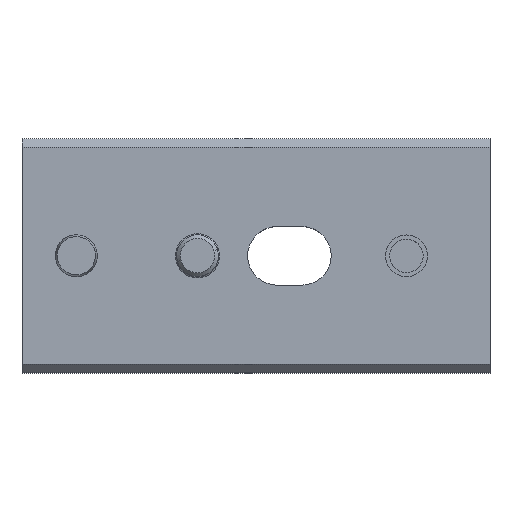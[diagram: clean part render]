
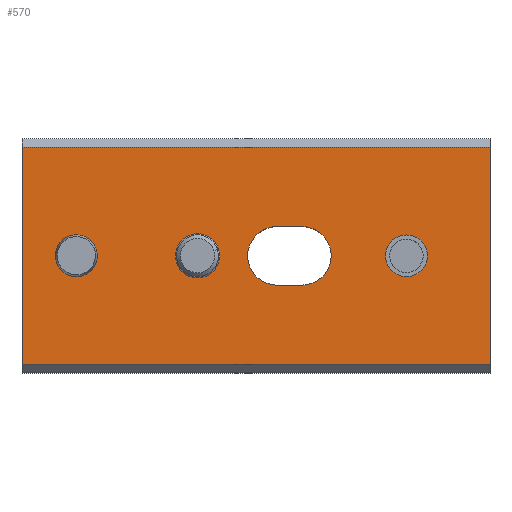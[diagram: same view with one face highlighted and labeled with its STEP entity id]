
A CAD part, top view. The second image highlights one B-rep face of the part: STEP entity #570.
In plain terms, the highlighted planar face has unit normal (0, 0, 1).
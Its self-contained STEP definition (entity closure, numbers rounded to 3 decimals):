
#10 = CARTESIAN_POINT ( 'NONE',  ( 46., 14., 0. ) ) ;
#23 = VERTEX_POINT ( 'NONE', #2059 ) ;
#37 = AXIS2_PLACEMENT_3D ( 'NONE', #1930, #2799, #1118 ) ;
#44 = CARTESIAN_POINT ( 'NONE',  ( 56., 27., 0. ) ) ;
#52 = LINE ( 'NONE', #1241, #3498 ) ;
#89 = EDGE_LOOP ( 'NONE', ( #1549, #1576, #1968, #653 ) ) ;
#102 = CIRCLE ( 'NONE', #2725, 2.65 ) ;
#104 = AXIS2_PLACEMENT_3D ( 'NONE', #1838, #1298, #1869 ) ;
#108 = DIRECTION ( 'NONE',  ( 0., 0., 1. ) ) ;
#141 = DIRECTION ( 'NONE',  ( -1., 0., 0. ) ) ;
#158 = ORIENTED_EDGE ( 'NONE', *, *, #963, .F. ) ;
#163 = DIRECTION ( 'NONE',  ( 1., 0., 0. ) ) ;
#178 = AXIS2_PLACEMENT_3D ( 'NONE', #932, #108, #1264 ) ;
#184 = VERTEX_POINT ( 'NONE', #1199 ) ;
#244 = CIRCLE ( 'NONE', #2123, 2.5 ) ;
#380 = AXIS2_PLACEMENT_3D ( 'NONE', #1122, #1083, #1967 ) ;
#400 = ORIENTED_EDGE ( 'NONE', *, *, #1230, .F. ) ;
#401 = FACE_BOUND ( 'NONE', #985, .T. ) ;
#413 = EDGE_CURVE ( 'NONE', #3459, #2427, #3083, .T. ) ;
#419 = EDGE_CURVE ( 'NONE', #184, #1188, #2039, .T. ) ;
#442 = FACE_BOUND ( 'NONE', #2121, .T. ) ;
#570 = ADVANCED_FACE ( 'NONE', ( #401, #442, #1455, #1242, #2201 ), #2257, .F. ) ;
#593 = CARTESIAN_POINT ( 'NONE',  ( 0., 27., 0. ) ) ;
#628 = EDGE_CURVE ( 'NONE', #2599, #3459, #3069, .T. ) ;
#653 = ORIENTED_EDGE ( 'NONE', *, *, #1973, .T. ) ;
#711 = CIRCLE ( 'NONE', #37, 3.5 ) ;
#719 = CARTESIAN_POINT ( 'NONE',  ( 56., 1., 0. ) ) ;
#797 = CARTESIAN_POINT ( 'NONE',  ( 46., 16.5, 0. ) ) ;
#864 = EDGE_LOOP ( 'NONE', ( #158, #1071 ) ) ;
#917 = ORIENTED_EDGE ( 'NONE', *, *, #2288, .F. ) ;
#932 = CARTESIAN_POINT ( 'NONE',  ( 30.5, 14., 0. ) ) ;
#938 = LINE ( 'NONE', #2462, #3384 ) ;
#963 = EDGE_CURVE ( 'NONE', #2653, #2247, #244, .T. ) ;
#967 = CARTESIAN_POINT ( 'NONE',  ( 46., 11.5, 0. ) ) ;
#977 = ORIENTED_EDGE ( 'NONE', *, *, #2143, .F. ) ;
#985 = EDGE_LOOP ( 'NONE', ( #2336, #2150 ) ) ;
#1071 = ORIENTED_EDGE ( 'NONE', *, *, #2363, .F. ) ;
#1078 = CARTESIAN_POINT ( 'NONE',  ( 33.5, 14., 0. ) ) ;
#1083 = DIRECTION ( 'NONE',  ( 0., 0., -1. ) ) ;
#1084 = VECTOR ( 'NONE', #3233, 1000. ) ;
#1118 = DIRECTION ( 'NONE',  ( 1., 0., 0. ) ) ;
#1122 = CARTESIAN_POINT ( 'NONE',  ( 21., 14., 0. ) ) ;
#1155 = EDGE_CURVE ( 'NONE', #2560, #3490, #1775, .T. ) ;
#1188 = VERTEX_POINT ( 'NONE', #2579 ) ;
#1199 = CARTESIAN_POINT ( 'NONE',  ( 21., 11.35, 0. ) ) ;
#1230 = EDGE_CURVE ( 'NONE', #23, #1380, #3389, .T. ) ;
#1241 = CARTESIAN_POINT ( 'NONE',  ( 30.5, 17.5, 0. ) ) ;
#1242 = FACE_BOUND ( 'NONE', #1689, .T. ) ;
#1264 = DIRECTION ( 'NONE',  ( 1., 0., 0. ) ) ;
#1275 = AXIS2_PLACEMENT_3D ( 'NONE', #3051, #2780, #2253 ) ;
#1279 = EDGE_CURVE ( 'NONE', #3495, #2133, #2350, .T. ) ;
#1298 = DIRECTION ( 'NONE',  ( 0., 0., 1. ) ) ;
#1330 = VECTOR ( 'NONE', #1922, 1000. ) ;
#1344 = AXIS2_PLACEMENT_3D ( 'NONE', #10, #3376, #3125 ) ;
#1359 = AXIS2_PLACEMENT_3D ( 'NONE', #1727, #2833, #3375 ) ;
#1380 = VERTEX_POINT ( 'NONE', #1900 ) ;
#1455 = FACE_BOUND ( 'NONE', #864, .T. ) ;
#1523 = EDGE_CURVE ( 'NONE', #1188, #184, #102, .T. ) ;
#1544 = DIRECTION ( 'NONE',  ( 0., -1., 0. ) ) ;
#1549 = ORIENTED_EDGE ( 'NONE', *, *, #3491, .T. ) ;
#1576 = ORIENTED_EDGE ( 'NONE', *, *, #1279, .T. ) ;
#1623 = ORIENTED_EDGE ( 'NONE', *, *, #1523, .T. ) ;
#1656 = CARTESIAN_POINT ( 'NONE',  ( 56., 1., 0. ) ) ;
#1657 = CARTESIAN_POINT ( 'NONE',  ( 0., 1., 0. ) ) ;
#1689 = EDGE_LOOP ( 'NONE', ( #2875, #3272, #917, #400, #977 ) ) ;
#1703 = VERTEX_POINT ( 'NONE', #44 ) ;
#1720 = AXIS2_PLACEMENT_3D ( 'NONE', #1078, #3278, #2778 ) ;
#1727 = CARTESIAN_POINT ( 'NONE',  ( 56., 0., 0. ) ) ;
#1760 = CARTESIAN_POINT ( 'NONE',  ( 9., 14., 0. ) ) ;
#1775 = CIRCLE ( 'NONE', #1344, 2.5 ) ;
#1838 = CARTESIAN_POINT ( 'NONE',  ( 6.5, 14., 0. ) ) ;
#1857 = DIRECTION ( 'NONE',  ( -1., 0., 0. ) ) ;
#1869 = DIRECTION ( 'NONE',  ( 1., 0., 0. ) ) ;
#1900 = CARTESIAN_POINT ( 'NONE',  ( 33.5, 17.5, 0. ) ) ;
#1922 = DIRECTION ( 'NONE',  ( 1., 0., 0. ) ) ;
#1925 = DIRECTION ( 'NONE',  ( 1., 0., 0. ) ) ;
#1930 = CARTESIAN_POINT ( 'NONE',  ( 33.5, 14., 0. ) ) ;
#1952 = CARTESIAN_POINT ( 'NONE',  ( 30.5, 10.5, 0. ) ) ;
#1967 = DIRECTION ( 'NONE',  ( 0., 1., 0. ) ) ;
#1968 = ORIENTED_EDGE ( 'NONE', *, *, #2795, .F. ) ;
#1973 = EDGE_CURVE ( 'NONE', #1703, #2200, #938, .T. ) ;
#2010 = CARTESIAN_POINT ( 'NONE',  ( 21., 14., 0. ) ) ;
#2039 = CIRCLE ( 'NONE', #380, 2.65 ) ;
#2059 = CARTESIAN_POINT ( 'NONE',  ( 37., 14., 0. ) ) ;
#2107 = CIRCLE ( 'NONE', #104, 2.5 ) ;
#2121 = EDGE_LOOP ( 'NONE', ( #1623, #2635 ) ) ;
#2123 = AXIS2_PLACEMENT_3D ( 'NONE', #3310, #3041, #1925 ) ;
#2133 = VERTEX_POINT ( 'NONE', #1656 ) ;
#2143 = EDGE_CURVE ( 'NONE', #2427, #23, #711, .T. ) ;
#2147 = VECTOR ( 'NONE', #1544, 1000. ) ;
#2150 = ORIENTED_EDGE ( 'NONE', *, *, #1155, .T. ) ;
#2200 = VERTEX_POINT ( 'NONE', #593 ) ;
#2201 = FACE_OUTER_BOUND ( 'NONE', #89, .T. ) ;
#2213 = CARTESIAN_POINT ( 'NONE',  ( 30.5, 10.5, 0. ) ) ;
#2247 = VERTEX_POINT ( 'NONE', #2553 ) ;
#2253 = DIRECTION ( 'NONE',  ( 0., 1., 0. ) ) ;
#2257 = PLANE ( 'NONE',  #1359 ) ;
#2283 = DIRECTION ( 'NONE',  ( 0., 0., -1. ) ) ;
#2288 = EDGE_CURVE ( 'NONE', #1380, #2599, #52, .T. ) ;
#2336 = ORIENTED_EDGE ( 'NONE', *, *, #3134, .T. ) ;
#2350 = LINE ( 'NONE', #719, #2428 ) ;
#2356 = CIRCLE ( 'NONE', #1275, 2.5 ) ;
#2363 = EDGE_CURVE ( 'NONE', #2247, #2653, #2107, .T. ) ;
#2427 = VERTEX_POINT ( 'NONE', #3268 ) ;
#2428 = VECTOR ( 'NONE', #163, 1000. ) ;
#2462 = CARTESIAN_POINT ( 'NONE',  ( 56., 27., 0. ) ) ;
#2553 = CARTESIAN_POINT ( 'NONE',  ( 4., 14., 0. ) ) ;
#2560 = VERTEX_POINT ( 'NONE', #967 ) ;
#2579 = CARTESIAN_POINT ( 'NONE',  ( 21., 16.65, 0. ) ) ;
#2599 = VERTEX_POINT ( 'NONE', #3435 ) ;
#2635 = ORIENTED_EDGE ( 'NONE', *, *, #419, .T. ) ;
#2653 = VERTEX_POINT ( 'NONE', #1760 ) ;
#2725 = AXIS2_PLACEMENT_3D ( 'NONE', #2010, #2283, #3407 ) ;
#2778 = DIRECTION ( 'NONE',  ( 1., 0., 0. ) ) ;
#2780 = DIRECTION ( 'NONE',  ( 0., 0., -1. ) ) ;
#2795 = EDGE_CURVE ( 'NONE', #1703, #2133, #2841, .T. ) ;
#2799 = DIRECTION ( 'NONE',  ( 0., 0., 1. ) ) ;
#2833 = DIRECTION ( 'NONE',  ( 0., 0., -1. ) ) ;
#2841 = LINE ( 'NONE', #3227, #2147 ) ;
#2875 = ORIENTED_EDGE ( 'NONE', *, *, #413, .F. ) ;
#3041 = DIRECTION ( 'NONE',  ( 0., 0., 1. ) ) ;
#3051 = CARTESIAN_POINT ( 'NONE',  ( 46., 14., 0. ) ) ;
#3069 = CIRCLE ( 'NONE', #178, 3.5 ) ;
#3083 = LINE ( 'NONE', #1952, #1330 ) ;
#3125 = DIRECTION ( 'NONE',  ( 0., 1., 0. ) ) ;
#3134 = EDGE_CURVE ( 'NONE', #3490, #2560, #2356, .T. ) ;
#3227 = CARTESIAN_POINT ( 'NONE',  ( 56., 0., 0. ) ) ;
#3233 = DIRECTION ( 'NONE',  ( 0., -1., 0. ) ) ;
#3268 = CARTESIAN_POINT ( 'NONE',  ( 33.5, 10.5, 0. ) ) ;
#3272 = ORIENTED_EDGE ( 'NONE', *, *, #628, .F. ) ;
#3278 = DIRECTION ( 'NONE',  ( 0., 0., 1. ) ) ;
#3304 = CARTESIAN_POINT ( 'NONE',  ( 0., 0., 0. ) ) ;
#3310 = CARTESIAN_POINT ( 'NONE',  ( 6.5, 14., 0. ) ) ;
#3312 = LINE ( 'NONE', #3304, #1084 ) ;
#3375 = DIRECTION ( 'NONE',  ( -1., 0., 0. ) ) ;
#3376 = DIRECTION ( 'NONE',  ( 0., 0., -1. ) ) ;
#3384 = VECTOR ( 'NONE', #1857, 1000. ) ;
#3389 = CIRCLE ( 'NONE', #1720, 3.5 ) ;
#3407 = DIRECTION ( 'NONE',  ( 0., 1., 0. ) ) ;
#3435 = CARTESIAN_POINT ( 'NONE',  ( 30.5, 17.5, 0. ) ) ;
#3459 = VERTEX_POINT ( 'NONE', #2213 ) ;
#3490 = VERTEX_POINT ( 'NONE', #797 ) ;
#3491 = EDGE_CURVE ( 'NONE', #2200, #3495, #3312, .T. ) ;
#3495 = VERTEX_POINT ( 'NONE', #1657 ) ;
#3498 = VECTOR ( 'NONE', #141, 1000. ) ;
